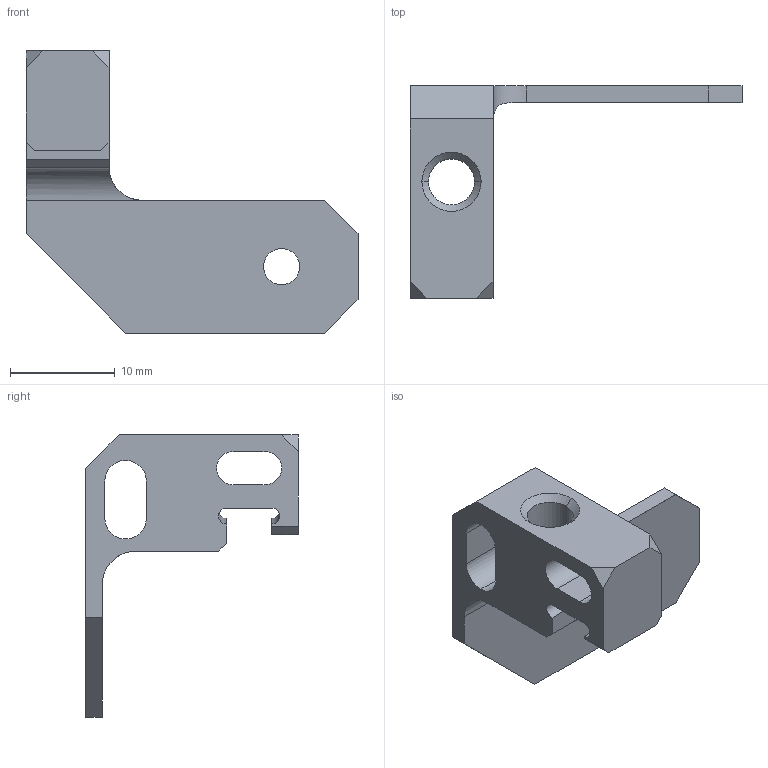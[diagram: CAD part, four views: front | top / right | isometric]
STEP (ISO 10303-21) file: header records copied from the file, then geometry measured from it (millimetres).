
FILE_DESCRIPTION (( 'STEP AP214' ), '1' );
FILE_NAME ('D1400297-103-v5.STEP', '2016-02-18T23:45:40', ( '' ), ( '' ), 'SwSTEP 2.0', 'SolidWorks 2015', '' );
FILE_SCHEMA (( 'AUTOMOTIVE_DESIGN' ));
Length unit declared in the file: inch
Products named in the file (1): D1400297-103-v5
Bounding box: 31.75 x 20.32 x 26.99 mm (x, y, z)
Volume: 1620.9 mm3; surface area: 2083.4 mm2
Topology: 1 solids, 1 shells, 44 faces, 122 edges, 80 vertices
Faces by surface type: plane 27, cylinder 11, cone 4, bspline 2
Entity records: 1525 total; most frequent: CARTESIAN_POINT 310, ORIENTED_EDGE 244, DIRECTION 229, EDGE_CURVE 122, LINE 91, VECTOR 91, VERTEX_POINT 80, AXIS2_PLACEMENT_3D 69
